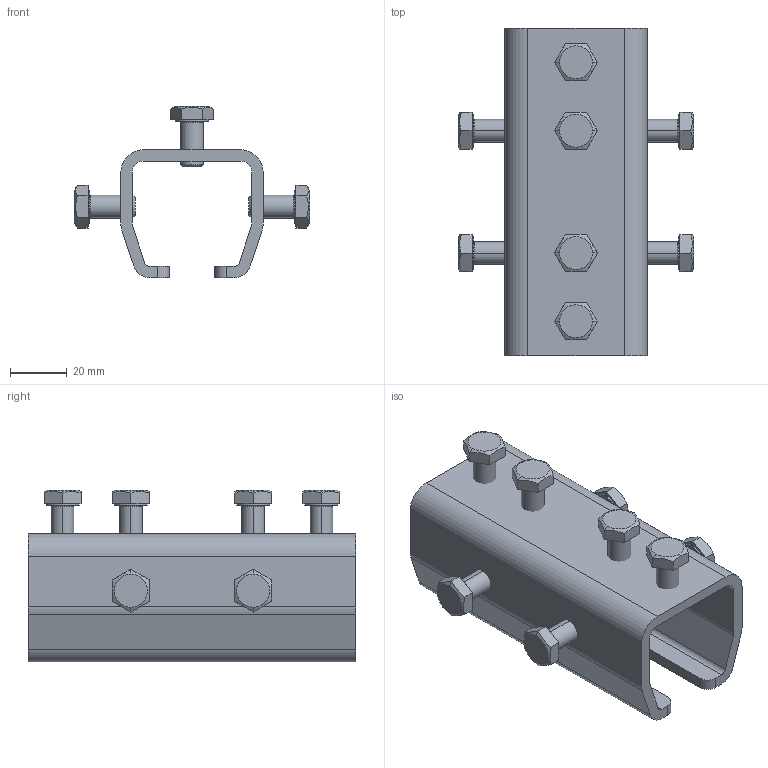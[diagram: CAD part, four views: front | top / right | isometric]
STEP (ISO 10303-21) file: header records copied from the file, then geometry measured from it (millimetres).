
FILE_DESCRIPTION (( 'STEP AP214' ), '1' );
FILE_NAME ('0080302.step', '2022-03-10T14:08:55', ( '' ), ( '' ), 'SwSTEP 2.0', 'SolidWorks 2020', '' );
FILE_SCHEMA (( 'AUTOMOTIVE_DESIGN' ));
Length unit declared in the file: millimetre
Products named in the file (1): 0080302
Bounding box: 82.6 x 115 x 60.3 mm (x, y, z)
Volume: 76706.3 mm3; surface area: 42004.1 mm2
Topology: 9 solids, 9 shells, 210 faces, 480 edges, 304 vertices
Faces by surface type: plane 98, cylinder 64, cone 32, bspline 16
Entity records: 9832 total; most frequent: CARTESIAN_POINT 2675, DIRECTION 982, ORIENTED_EDGE 960, EDGE_CURVE 480, AXIS2_PLACEMENT_3D 371, VERTEX_POINT 304, EDGE_LOOP 242, VECTOR 240
